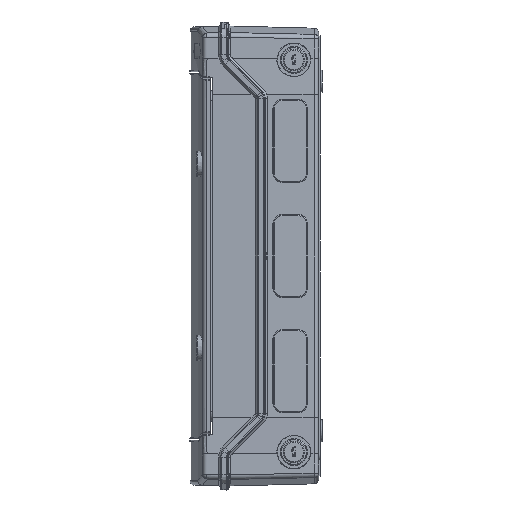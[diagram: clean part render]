
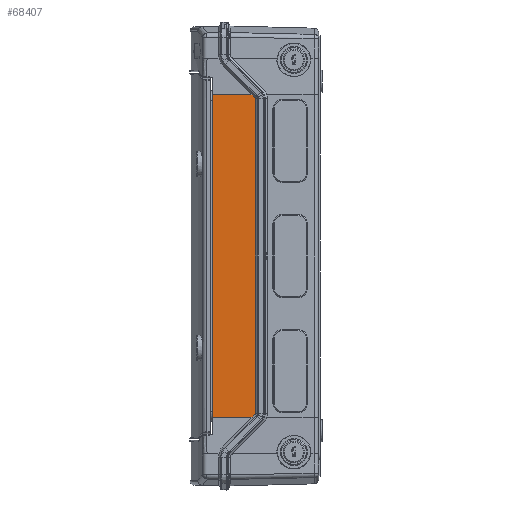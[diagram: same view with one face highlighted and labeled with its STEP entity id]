
A CAD part, left-side view. The second image highlights one B-rep face of the part: STEP entity #68407.
In plain terms, the highlighted planar face has unit normal (-1, 0.026, 0).
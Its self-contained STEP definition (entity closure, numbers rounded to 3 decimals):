
#2400 = ORIENTED_EDGE ( 'NONE', *, *, #78760, .T. ) ;
#4250 = ORIENTED_EDGE ( 'NONE', *, *, #87035, .T. ) ;
#4993 = VECTOR ( 'NONE', #127751, 1000. ) ;
#5979 = CARTESIAN_POINT ( 'NONE',  ( -154.765, 68.975, -171.882 ) ) ;
#6171 = CARTESIAN_POINT ( 'NONE',  ( -154.999, 60.026, 175. ) ) ;
#7648 = CARTESIAN_POINT ( 'NONE',  ( -160.405, -146.399, 35.516 ) ) ;
#8662 = EDGE_CURVE ( 'NONE', #51963, #69109, #77259, .T. ) ;
#11366 = VERTEX_POINT ( 'NONE', #91192 ) ;
#12211 = CARTESIAN_POINT ( 'NONE',  ( -154.775, 68.601, -171.291 ) ) ;
#14463 = EDGE_CURVE ( 'NONE', #69109, #32603, #94142, .T. ) ;
#14846 = EDGE_CURVE ( 'NONE', #149178, #11366, #129514, .T. ) ;
#16369 = ORIENTED_EDGE ( 'NONE', *, *, #157564, .T. ) ;
#18309 = CARTESIAN_POINT ( 'NONE',  ( -154.776, 68.54, -170.858 ) ) ;
#22955 = PLANE ( 'NONE',  #139743 ) ;
#23921 = CARTESIAN_POINT ( 'NONE',  ( -154.765, 68.975, 171.882 ) ) ;
#26228 = CARTESIAN_POINT ( 'NONE',  ( -154.765, 68.975, -171.882 ) ) ;
#26477 = CARTESIAN_POINT ( 'NONE',  ( -154.776, 68.54, 170.858 ) ) ;
#30028 = VERTEX_POINT ( 'NONE', #41857 ) ;
#30650 = CARTESIAN_POINT ( 'NONE',  ( -154.773, 68.671, 171.463 ) ) ;
#31283 = DIRECTION ( 'NONE',  ( 0.019, 0.72, 0.694 ) ) ;
#31472 = CARTESIAN_POINT ( 'NONE',  ( -154.776, 68.544, 170.998 ) ) ;
#31898 = B_SPLINE_CURVE_WITH_KNOTS ( 'NONE', 3,
 ( #118327, #67850, #31472, #155595, #143190, #145658, #30650 ),
 .UNSPECIFIED., .F., .F.,
 ( 4, 1, 1, 1, 4 ),
 ( 0., 0., 0., 0., 0.001 ),
 .UNSPECIFIED. ) ;
#32603 = VERTEX_POINT ( 'NONE', #157041 ) ;
#37690 = VECTOR ( 'NONE', #82225, 1000. ) ;
#41257 = VECTOR ( 'NONE', #128967, 1000. ) ;
#41666 = EDGE_CURVE ( 'NONE', #51963, #149987, #96258, .T. ) ;
#41857 = CARTESIAN_POINT ( 'NONE',  ( -154.765, 68.975, 171.882 ) ) ;
#47789 = DIRECTION ( 'NONE',  ( -1., 0.026, 0. ) ) ;
#48754 = VERTEX_POINT ( 'NONE', #18309 ) ;
#49106 = VERTEX_POINT ( 'NONE', #26477 ) ;
#51963 = VERTEX_POINT ( 'NONE', #129951 ) ;
#58098 = DIRECTION ( 'NONE',  ( -0.019, -0.72, 0.694 ) ) ;
#59848 = VECTOR ( 'NONE', #31283, 1000. ) ;
#62650 = CARTESIAN_POINT ( 'NONE',  ( -154.768, 68.85, -171.762 ) ) ;
#62682 = CARTESIAN_POINT ( 'NONE',  ( -154.776, 68.566, -171.142 ) ) ;
#67850 = CARTESIAN_POINT ( 'NONE',  ( -154.776, 68.54, 170.895 ) ) ;
#68407 = ADVANCED_FACE ( 'NONE', ( #134696 ), #22955, .T. ) ;
#69109 = VERTEX_POINT ( 'NONE', #109632 ) ;
#76669 = CARTESIAN_POINT ( 'NONE',  ( -154.773, 68.671, -171.463 ) ) ;
#77259 = LINE ( 'NONE', #80489, #4993 ) ;
#78676 = EDGE_LOOP ( 'NONE', ( #16369, #140358, #4250, #2400, #129410, #85993, #159808, #82747, #86882, #144420 ) ) ;
#78760 = EDGE_CURVE ( 'NONE', #148934, #30028, #97137, .T. ) ;
#80489 = CARTESIAN_POINT ( 'NONE',  ( -153.56, 115., 250. ) ) ;
#82225 = DIRECTION ( 'NONE',  ( -0.026, -1., 0. ) ) ;
#82747 = ORIENTED_EDGE ( 'NONE', *, *, #14463, .T. ) ;
#85993 = ORIENTED_EDGE ( 'NONE', *, *, #41666, .F. ) ;
#86882 = ORIENTED_EDGE ( 'NONE', *, *, #120352, .T. ) ;
#87035 = EDGE_CURVE ( 'NONE', #49106, #148934, #31898, .T. ) ;
#89506 = VECTOR ( 'NONE', #160311, 1000. ) ;
#90943 = B_SPLINE_CURVE_WITH_KNOTS ( 'NONE', 3,
 ( #125562, #124750, #12211, #62682, #113129, #163616, #100721 ),
 .UNSPECIFIED., .F., .F.,
 ( 4, 1, 1, 1, 4 ),
 ( 0., 0., 0., 0., 0.001 ),
 .UNSPECIFIED. ) ;
#91192 = CARTESIAN_POINT ( 'NONE',  ( -154.773, 68.671, -171.463 ) ) ;
#94142 = LINE ( 'NONE', #130612, #41257 ) ;
#96258 = LINE ( 'NONE', #6171, #37690 ) ;
#97137 = B_SPLINE_CURVE_WITH_KNOTS ( 'NONE', 3,
 ( #101661, #115708, #127322, #23921 ),
 .UNSPECIFIED., .F., .F.,
 ( 4, 4 ),
 ( 0., 0.001 ),
 .UNSPECIFIED. ) ;
#97336 = CARTESIAN_POINT ( 'NONE',  ( -154.68, 72.217, 175.004 ) ) ;
#98214 = LINE ( 'NONE', #161951, #89506 ) ;
#100721 = CARTESIAN_POINT ( 'NONE',  ( -154.776, 68.54, -170.858 ) ) ;
#101661 = CARTESIAN_POINT ( 'NONE',  ( -154.773, 68.671, 171.463 ) ) ;
#103315 = LINE ( 'NONE', #153819, #59848 ) ;
#105267 = EDGE_CURVE ( 'NONE', #48754, #49106, #98214, .T. ) ;
#109632 = CARTESIAN_POINT ( 'NONE',  ( -153.56, 115., -175.019 ) ) ;
#109861 = CARTESIAN_POINT ( 'NONE',  ( -155., 60., 250. ) ) ;
#113102 = CARTESIAN_POINT ( 'NONE',  ( -154.771, 68.747, -171.619 ) ) ;
#113129 = CARTESIAN_POINT ( 'NONE',  ( -154.776, 68.544, -170.998 ) ) ;
#115708 = CARTESIAN_POINT ( 'NONE',  ( -154.771, 68.747, 171.619 ) ) ;
#118327 = CARTESIAN_POINT ( 'NONE',  ( -154.776, 68.54, 170.858 ) ) ;
#120352 = EDGE_CURVE ( 'NONE', #32603, #149178, #135054, .T. ) ;
#124750 = CARTESIAN_POINT ( 'NONE',  ( -154.773, 68.652, -171.42 ) ) ;
#125562 = CARTESIAN_POINT ( 'NONE',  ( -154.773, 68.671, -171.463 ) ) ;
#127322 = CARTESIAN_POINT ( 'NONE',  ( -154.768, 68.85, 171.762 ) ) ;
#127751 = DIRECTION ( 'NONE',  ( 0., 0., -1. ) ) ;
#128967 = DIRECTION ( 'NONE',  ( -0.026, -1., 0. ) ) ;
#129410 = ORIENTED_EDGE ( 'NONE', *, *, #161159, .T. ) ;
#129514 = B_SPLINE_CURVE_WITH_KNOTS ( 'NONE', 3,
 ( #26228, #62650, #113102, #76669 ),
 .UNSPECIFIED., .F., .F.,
 ( 4, 4 ),
 ( 0., 0.001 ),
 .UNSPECIFIED. ) ;
#129951 = CARTESIAN_POINT ( 'NONE',  ( -153.56, 115., 175.019 ) ) ;
#130089 = CARTESIAN_POINT ( 'NONE',  ( -154.773, 68.671, 171.463 ) ) ;
#130612 = CARTESIAN_POINT ( 'NONE',  ( -161.348, -182.417, -174.917 ) ) ;
#134696 = FACE_OUTER_BOUND ( 'NONE', #78676, .T. ) ;
#135054 = LINE ( 'NONE', #7648, #144038 ) ;
#139743 = AXIS2_PLACEMENT_3D ( 'NONE', #109861, #47789, #161983 ) ;
#140358 = ORIENTED_EDGE ( 'NONE', *, *, #105267, .T. ) ;
#143190 = CARTESIAN_POINT ( 'NONE',  ( -154.775, 68.601, 171.291 ) ) ;
#144038 = VECTOR ( 'NONE', #58098, 1000. ) ;
#144420 = ORIENTED_EDGE ( 'NONE', *, *, #14846, .T. ) ;
#145658 = CARTESIAN_POINT ( 'NONE',  ( -154.773, 68.652, 171.42 ) ) ;
#148934 = VERTEX_POINT ( 'NONE', #130089 ) ;
#149178 = VERTEX_POINT ( 'NONE', #5979 ) ;
#149987 = VERTEX_POINT ( 'NONE', #97336 ) ;
#153819 = CARTESIAN_POINT ( 'NONE',  ( -153.865, 103.334, 204.969 ) ) ;
#155595 = CARTESIAN_POINT ( 'NONE',  ( -154.776, 68.566, 171.142 ) ) ;
#157041 = CARTESIAN_POINT ( 'NONE',  ( -154.68, 72.217, -175.004 ) ) ;
#157564 = EDGE_CURVE ( 'NONE', #11366, #48754, #90943, .T. ) ;
#159808 = ORIENTED_EDGE ( 'NONE', *, *, #8662, .T. ) ;
#160311 = DIRECTION ( 'NONE',  ( 0., 0., 1. ) ) ;
#161159 = EDGE_CURVE ( 'NONE', #30028, #149987, #103315, .T. ) ;
#161951 = CARTESIAN_POINT ( 'NONE',  ( -154.776, 68.54, 250. ) ) ;
#161983 = DIRECTION ( 'NONE',  ( -0.026, -1., 0. ) ) ;
#163616 = CARTESIAN_POINT ( 'NONE',  ( -154.776, 68.54, -170.894 ) ) ;
